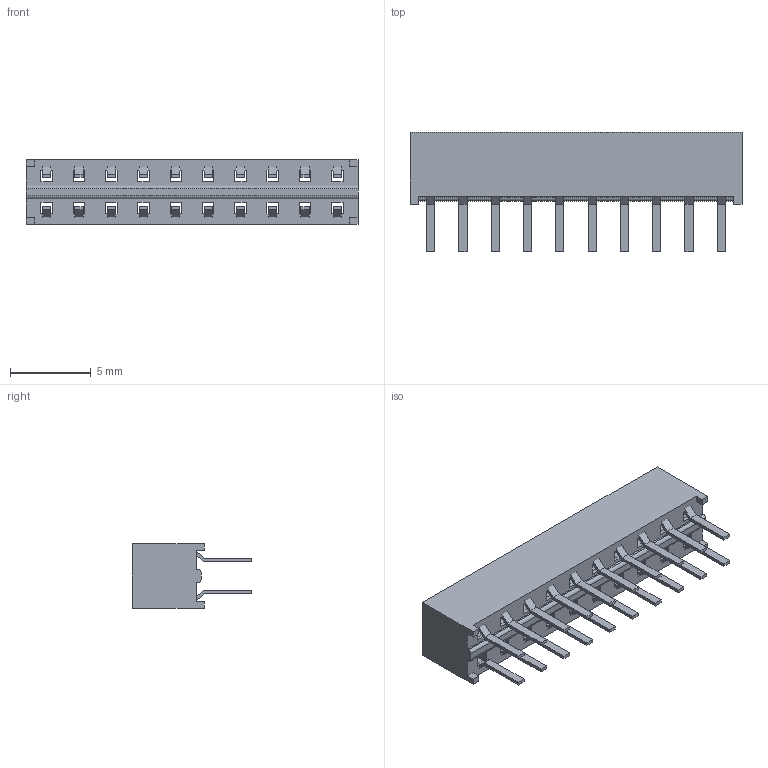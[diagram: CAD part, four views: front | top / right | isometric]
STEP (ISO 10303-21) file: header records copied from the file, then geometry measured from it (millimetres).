
FILE_DESCRIPTION( ( 'STEP AP214' ), '1' );
FILE_NAME( 'MMS-110-01-F-DV.stp', '2020-08-11T20:30:14', ( 'License CC BY-ND 4.0' ), ( 'CADENAS' ), ' ', 'PARTsolutions', ' ' );
FILE_SCHEMA( ( 'AUTOMOTIVE_DESIGN { 1 0 10303 214 1 1 1 1 }' ) );
Length unit declared in the file: inch
Products named in the file (3): MMS-110-01-F-DV; _MMS-110-01-DV_socket; _C-63-01-10-DV
Assembly tree (2 placements, depth 2):
  MMS-110-01-F-DV
    _MMS-110-01-DV_socket
    _C-63-01-10-DV
Bounding box: 20.55 x 7.37 x 4 mm (x, y, z)
Volume: 470.2 mm3; surface area: 1109.7 mm2
Topology: 2 solids, 2 shells, 406 faces, 1126 edges, 724 vertices
Faces by surface type: plane 404, cylinder 2
Entity records: 16040 total; most frequent: CARTESIAN_POINT 2259, ORIENTED_EDGE 2252, DIRECTION 1948, EDGE_CURVE 1126, LINE 1122, VECTOR 1122, VERTEX_POINT 724, EDGE_LOOP 478
